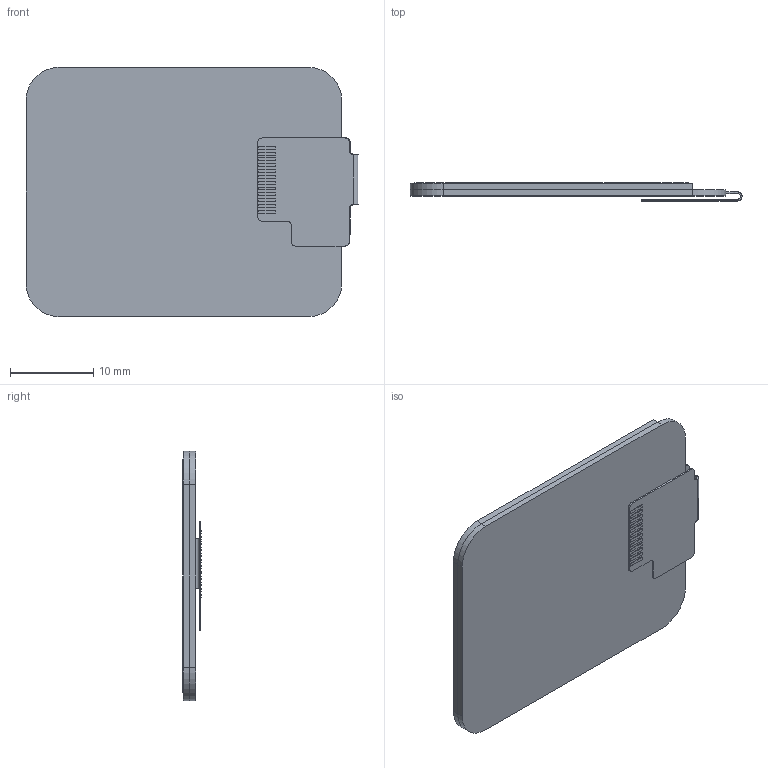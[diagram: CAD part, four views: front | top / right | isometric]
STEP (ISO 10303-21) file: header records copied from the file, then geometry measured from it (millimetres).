
FILE_DESCRIPTION(/* description */ (''),/* implementation_level */ '2;1');
FILE_NAME(/* name */ '1.69” Round IPS.step',/* time_stamp */ '2022-05-28T13:56:37+02:00',/* author */ (''),/* organization */ (''),/* preprocessor_version */ 'ST-DEVELOPER v19',/* originating_system */ 'Autodesk Translation Framework v11.7.0.108',/* authorisation */ '');
FILE_SCHEMA (('AUTOMOTIVE_DESIGN { 1 0 10303 214 3 1 1 }'));
Length unit declared in the file: millimetre
Products named in the file (1): 1.69” Round IPS
Bounding box: 39.94 x 2.25 x 30 mm (x, y, z)
Volume: 1731 mm3; surface area: 6713.3 mm2
Topology: 19 solids, 19 shells, 142 faces, 312 edges, 208 vertices
Faces by surface type: plane 118, cylinder 24
Entity records: 3923 total; most frequent: CARTESIAN_POINT 663, DIRECTION 646, ORIENTED_EDGE 624, EDGE_CURVE 312, LINE 264, VECTOR 264, VERTEX_POINT 208, AXIS2_PLACEMENT_3D 191
